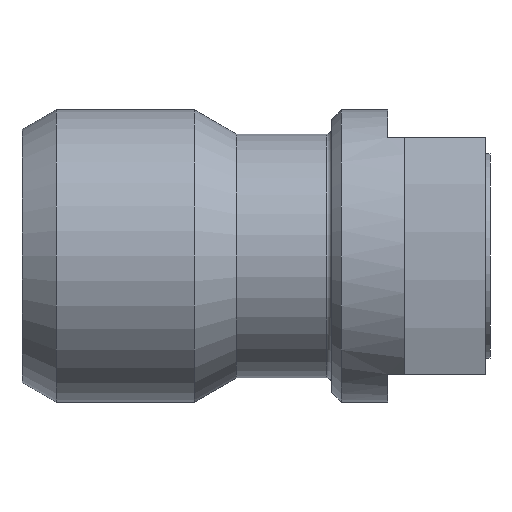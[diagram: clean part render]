
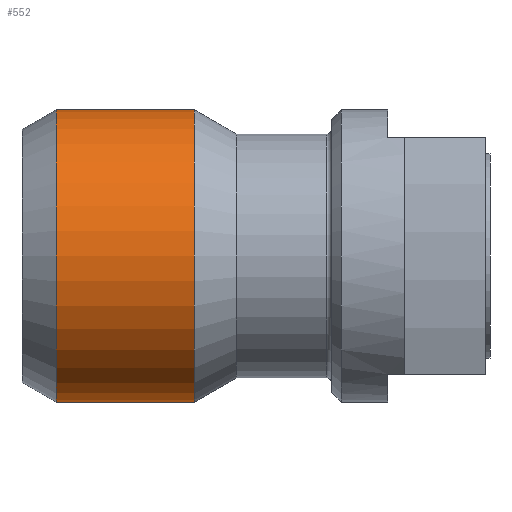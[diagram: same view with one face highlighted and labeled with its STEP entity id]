
A CAD part, front view. The second image highlights one B-rep face of the part: STEP entity #552.
In plain terms, the highlighted cylindrical face has radius 3 mm (diameter 6 mm), a partial arc.
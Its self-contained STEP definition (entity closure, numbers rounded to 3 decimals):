
#1 = VERTEX_POINT ( 'NONE', #2741 ) ;
#8 = DIRECTION ( 'NONE',  ( 0., 0., -1. ) ) ;
#108 = DIRECTION ( 'NONE',  ( 0., 0., -1. ) ) ;
#187 = CIRCLE ( 'NONE', #1802, 3. ) ;
#207 = VERTEX_POINT ( 'NONE', #1499 ) ;
#262 = CARTESIAN_POINT ( 'NONE',  ( 3., 0., -9.5 ) ) ;
#286 = EDGE_CURVE ( 'NONE', #3297, #3344, #187, .T. ) ;
#401 = EDGE_CURVE ( 'NONE', #207, #1, #1518, .T. ) ;
#513 = DIRECTION ( 'NONE',  ( 0., 0., -1. ) ) ;
#552 = ADVANCED_FACE ( 'NONE', ( #2880 ), #1752, .T. ) ;
#559 = EDGE_LOOP ( 'NONE', ( #3167, #2268, #1884, #2683 ) ) ;
#588 = EDGE_CURVE ( 'NONE', #3297, #207, #1600, .T. ) ;
#619 = CARTESIAN_POINT ( 'NONE',  ( -3., 0., -5.966 ) ) ;
#884 = AXIS2_PLACEMENT_3D ( 'NONE', #2717, #1696, #913 ) ;
#893 = DIRECTION ( 'NONE',  ( -1., 0., 0. ) ) ;
#913 = DIRECTION ( 'NONE',  ( -1., 0., 0. ) ) ;
#1043 = CARTESIAN_POINT ( 'NONE',  ( -3., 0., -9.5 ) ) ;
#1499 = CARTESIAN_POINT ( 'NONE',  ( 3., 0., -8.8 ) ) ;
#1518 = CIRCLE ( 'NONE', #3151, 3. ) ;
#1600 = LINE ( 'NONE', #262, #2848 ) ;
#1696 = DIRECTION ( 'NONE',  ( 0., 0., -1. ) ) ;
#1752 = CYLINDRICAL_SURFACE ( 'NONE', #884, 3. ) ;
#1802 = AXIS2_PLACEMENT_3D ( 'NONE', #2833, #2355, #1818 ) ;
#1818 = DIRECTION ( 'NONE',  ( -1., 0., 0. ) ) ;
#1884 = ORIENTED_EDGE ( 'NONE', *, *, #2936, .T. ) ;
#2268 = ORIENTED_EDGE ( 'NONE', *, *, #286, .T. ) ;
#2355 = DIRECTION ( 'NONE',  ( 0., 0., -1. ) ) ;
#2488 = VECTOR ( 'NONE', #8, 1000. ) ;
#2652 = LINE ( 'NONE', #1043, #2488 ) ;
#2683 = ORIENTED_EDGE ( 'NONE', *, *, #401, .F. ) ;
#2717 = CARTESIAN_POINT ( 'NONE',  ( 0., 0., -9.5 ) ) ;
#2741 = CARTESIAN_POINT ( 'NONE',  ( -3., 0., -8.8 ) ) ;
#2833 = CARTESIAN_POINT ( 'NONE',  ( 0., 0., -5.966 ) ) ;
#2848 = VECTOR ( 'NONE', #513, 1000. ) ;
#2880 = FACE_OUTER_BOUND ( 'NONE', #559, .T. ) ;
#2927 = CARTESIAN_POINT ( 'NONE',  ( 0., 0., -8.8 ) ) ;
#2936 = EDGE_CURVE ( 'NONE', #3344, #1, #2652, .T. ) ;
#3151 = AXIS2_PLACEMENT_3D ( 'NONE', #2927, #108, #893 ) ;
#3167 = ORIENTED_EDGE ( 'NONE', *, *, #588, .F. ) ;
#3190 = CARTESIAN_POINT ( 'NONE',  ( 3., 0., -5.966 ) ) ;
#3297 = VERTEX_POINT ( 'NONE', #3190 ) ;
#3344 = VERTEX_POINT ( 'NONE', #619 ) ;
